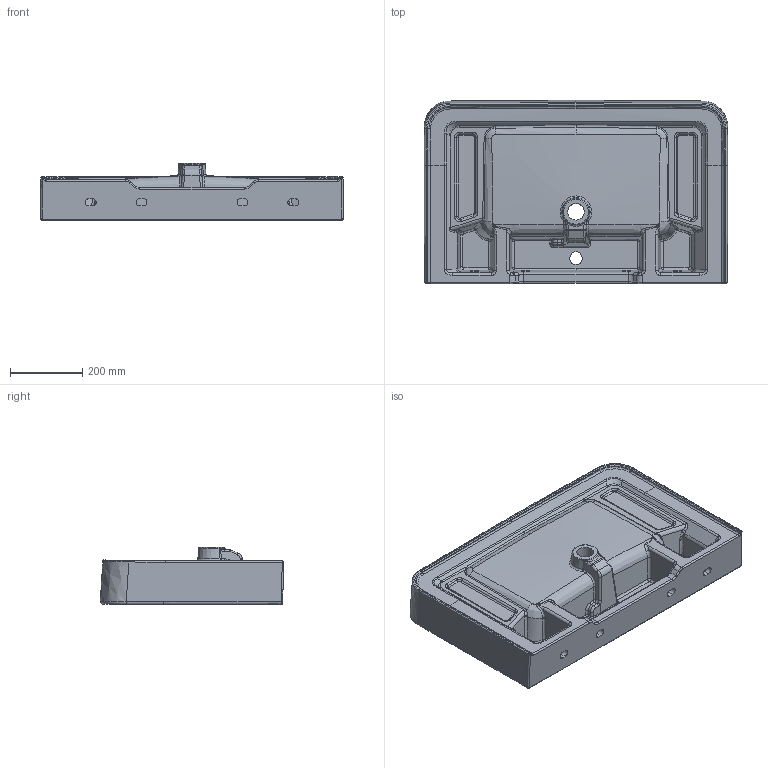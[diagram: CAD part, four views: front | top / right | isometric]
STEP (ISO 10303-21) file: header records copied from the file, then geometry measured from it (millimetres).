
FILE_DESCRIPTION(/* description */ (''),/* implementation_level */ '2;1');
FILE_NAME(/* name */ '1124 Scala 85 cm lavabo.stp',/* time_stamp */ '2014-04-18T17:35:46+03:00',/* author */ (''),/* organization */ (''),/* preprocessor_version */ 'ST-DEVELOPER v15',/* originating_system */ 'SIEMENS PLM Software NX 8.5',/* authorisation */ '');
FILE_SCHEMA (('AP203_CONFIGURATION_CONTROLLED_3D_DESIGN_OF_MECHANICAL_PARTS_AND_ASSEMBLIES_MIM_LF { 1 0 10303 403 2 1 2}'));
Length unit declared in the file: millimetre
Products named in the file (1): Cosk16F89B977s19
Bounding box: 839.88 x 507.65 x 157.86 mm (x, y, z)
Volume: 25165544.1 mm3; surface area: 1421022.5 mm2
Topology: 1 solids, 1 shells, 422 faces, 1021 edges, 591 vertices
Faces by surface type: bspline 252, cylinder 107, plane 52, torus 6, cone 4, extrusion 1
Full cylindrical faces by diameter (mm): 35 x1, 46 x1
Entity records: 18614 total; most frequent: CARTESIAN_POINT 10340, ORIENTED_EDGE 2002, DIRECTION 1325, EDGE_CURVE 1001, VERTEX_POINT 590, AXIS2_PLACEMENT_3D 553, EDGE_LOOP 443, ADVANCED_FACE 422
